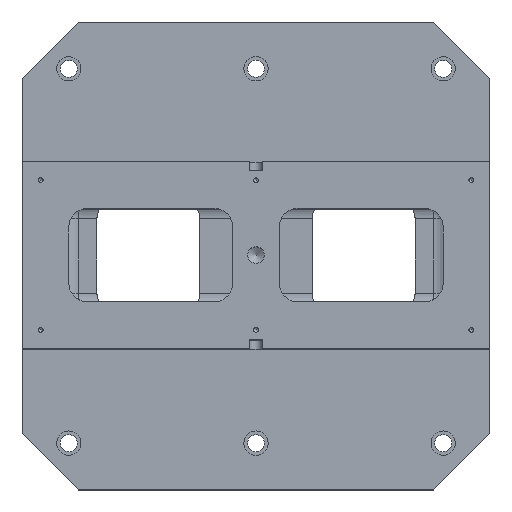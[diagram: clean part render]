
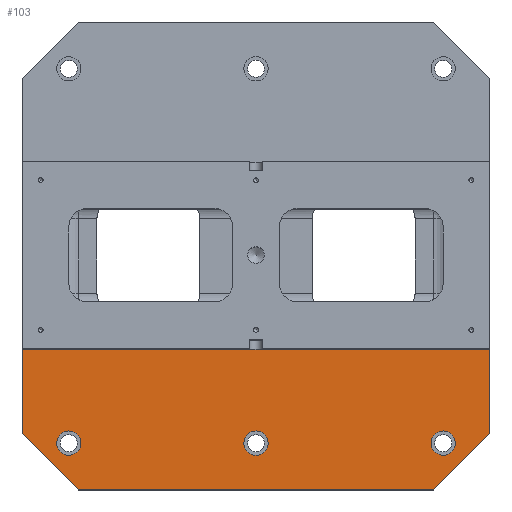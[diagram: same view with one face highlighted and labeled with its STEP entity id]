
A CAD part, top view. The second image highlights one B-rep face of the part: STEP entity #103.
In plain terms, the highlighted planar face has unit normal (0, 0, 1).
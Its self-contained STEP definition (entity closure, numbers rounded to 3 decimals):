
#103 = ADVANCED_FACE( '', ( #611, #612, #613, #614 ), #615, .T. );
#611 = FACE_BOUND( '', #1615, .T. );
#612 = FACE_BOUND( '', #1616, .T. );
#613 = FACE_BOUND( '', #1617, .T. );
#614 = FACE_OUTER_BOUND( '', #1618, .T. );
#615 = PLANE( '', #1619 );
#1615 = EDGE_LOOP( '', ( #2857 ) );
#1616 = EDGE_LOOP( '', ( #2858 ) );
#1617 = EDGE_LOOP( '', ( #2859 ) );
#1618 = EDGE_LOOP( '', ( #2860, #2861, #2862, #2863, #2864, #2865 ) );
#1619 = AXIS2_PLACEMENT_3D( '', #2866, #2867, #2868 );
#2857 = ORIENTED_EDGE( '', *, *, #6588, .T. );
#2858 = ORIENTED_EDGE( '', *, *, #6589, .T. );
#2859 = ORIENTED_EDGE( '', *, *, #6590, .T. );
#2860 = ORIENTED_EDGE( '', *, *, #6591, .T. );
#2861 = ORIENTED_EDGE( '', *, *, #6592, .T. );
#2862 = ORIENTED_EDGE( '', *, *, #6593, .T. );
#2863 = ORIENTED_EDGE( '', *, *, #6594, .T. );
#2864 = ORIENTED_EDGE( '', *, *, #6595, .T. );
#2865 = ORIENTED_EDGE( '', *, *, #6596, .T. );
#2866 = CARTESIAN_POINT( '', ( -250., -250., 50. ) );
#2867 = DIRECTION( '', ( 0., 0., 1. ) );
#2868 = DIRECTION( '', ( 1., 0., 0. ) );
#6588 = EDGE_CURVE( '', #7974, #7974, #7975, .T. );
#6589 = EDGE_CURVE( '', #7976, #7976, #7977, .T. );
#6590 = EDGE_CURVE( '', #7978, #7978, #7979, .T. );
#6591 = EDGE_CURVE( '', #7980, #7981, #7982, .T. );
#6592 = EDGE_CURVE( '', #7981, #7983, #7984, .F. );
#6593 = EDGE_CURVE( '', #7983, #7985, #7986, .T. );
#6594 = EDGE_CURVE( '', #7985, #7987, #7988, .T. );
#6595 = EDGE_CURVE( '', #7987, #7989, #7990, .T. );
#6596 = EDGE_CURVE( '', #7989, #7980, #7991, .F. );
#7974 = VERTEX_POINT( '', #10871 );
#7975 = CIRCLE( '', #10872, 13. );
#7976 = VERTEX_POINT( '', #10873 );
#7977 = CIRCLE( '', #10874, 13. );
#7978 = VERTEX_POINT( '', #10875 );
#7979 = CIRCLE( '', #10876, 13. );
#7980 = VERTEX_POINT( '', #10877 );
#7981 = VERTEX_POINT( '', #10878 );
#7982 = LINE( '', #10879, #10880 );
#7983 = VERTEX_POINT( '', #10881 );
#7984 = LINE( '', #10882, #10883 );
#7985 = VERTEX_POINT( '', #10884 );
#7986 = LINE( '', #10885, #10886 );
#7987 = VERTEX_POINT( '', #10887 );
#7988 = LINE( '', #10888, #10889 );
#7989 = VERTEX_POINT( '', #10890 );
#7990 = LINE( '', #10891, #10892 );
#7991 = LINE( '', #10893, #10894 );
#10871 = CARTESIAN_POINT( '', ( -200., -213., 50. ) );
#10872 = AXIS2_PLACEMENT_3D( '', #14412, #14413, #14414 );
#10873 = CARTESIAN_POINT( '', ( 0., -213., 50. ) );
#10874 = AXIS2_PLACEMENT_3D( '', #14415, #14416, #14417 );
#10875 = CARTESIAN_POINT( '', ( 200., -213., 50. ) );
#10876 = AXIS2_PLACEMENT_3D( '', #14418, #14419, #14420 );
#10877 = CARTESIAN_POINT( '', ( -190., -250., 50. ) );
#10878 = CARTESIAN_POINT( '', ( 190., -250., 50. ) );
#10879 = CARTESIAN_POINT( '', ( -250., -250., 50. ) );
#10880 = VECTOR( '', #14421, 1000. );
#10881 = CARTESIAN_POINT( '', ( 250., -190., 50. ) );
#10882 = CARTESIAN_POINT( '', ( -30., -470., 50. ) );
#10883 = VECTOR( '', #14422, 1000. );
#10884 = CARTESIAN_POINT( '', ( 250., -100., 50. ) );
#10885 = CARTESIAN_POINT( '', ( 250., -250., 50. ) );
#10886 = VECTOR( '', #14423, 1000. );
#10887 = CARTESIAN_POINT( '', ( -250., -100., 50. ) );
#10888 = CARTESIAN_POINT( '', ( -250., -100., 50. ) );
#10889 = VECTOR( '', #14424, 1000. );
#10890 = CARTESIAN_POINT( '', ( -250., -190., 50. ) );
#10891 = CARTESIAN_POINT( '', ( -250., 250., 50. ) );
#10892 = VECTOR( '', #14425, 1000. );
#10893 = CARTESIAN_POINT( '', ( -220., -220., 50. ) );
#10894 = VECTOR( '', #14426, 1000. );
#14412 = CARTESIAN_POINT( '', ( -200., -200., 50. ) );
#14413 = DIRECTION( '', ( 0., 0., -1. ) );
#14414 = DIRECTION( '', ( 0., -1., 0. ) );
#14415 = CARTESIAN_POINT( '', ( 0., -200., 50. ) );
#14416 = DIRECTION( '', ( 0., 0., -1. ) );
#14417 = DIRECTION( '', ( 0., -1., 0. ) );
#14418 = CARTESIAN_POINT( '', ( 200., -200., 50. ) );
#14419 = DIRECTION( '', ( 0., 0., -1. ) );
#14420 = DIRECTION( '', ( 0., -1., 0. ) );
#14421 = DIRECTION( '', ( 1., 0., 0. ) );
#14422 = DIRECTION( '', ( -0.707, -0.707, 0. ) );
#14423 = DIRECTION( '', ( 0., 1., 0. ) );
#14424 = DIRECTION( '', ( -1., 0., 0. ) );
#14425 = DIRECTION( '', ( 0., -1., 0. ) );
#14426 = DIRECTION( '', ( -0.707, 0.707, 0. ) );
